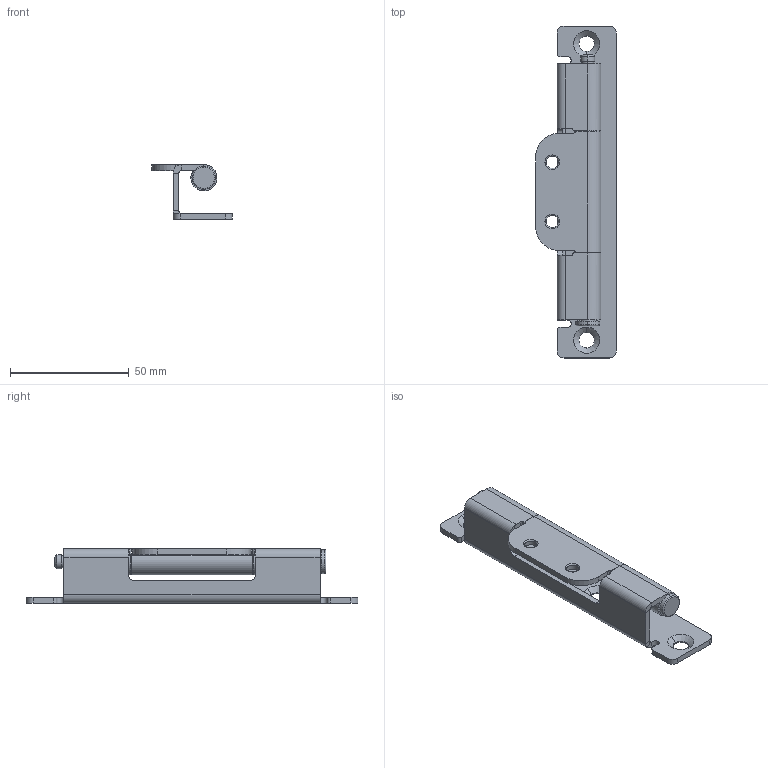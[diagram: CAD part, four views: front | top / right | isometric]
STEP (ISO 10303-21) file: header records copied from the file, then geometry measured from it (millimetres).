
FILE_DESCRIPTION(/* description */ (''),/* implementation_level */ '2;1');
FILE_NAME(/* name */ 'JL186-3',/* time_stamp */ '2026-01-27T11:57:56+08:00',/* author */ (''),/* organization */ (''),/* preprocessor_version */ 'ST-DEVELOPER v19.2',/* originating_system */ 'Rhino 8.5',/* authorisation */ '');
FILE_SCHEMA (('CONFIG_CONTROL_DESIGN'));
Length unit declared in the file: millimetre
Products named in the file (1): Document
Bounding box: 34 x 140 x 23 mm (x, y, z)
Volume: 24615.5 mm3; surface area: 21601.1 mm2
Topology: 3 solids, 3 shells, 125 faces, 311 edges, 196 vertices
Faces by surface type: cylinder 54, plane 51, bspline 20
Entity records: 4235 total; most frequent: CARTESIAN_POINT 1468, ORIENTED_EDGE 620, DIRECTION 399, EDGE_CURVE 310, AXIS2_PLACEMENT_3D 252, VERTEX_POINT 194, TRIMMED_CURVE 144, CIRCLE 144
